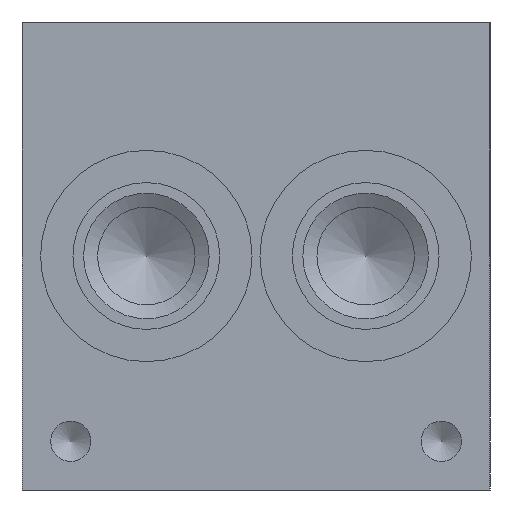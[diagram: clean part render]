
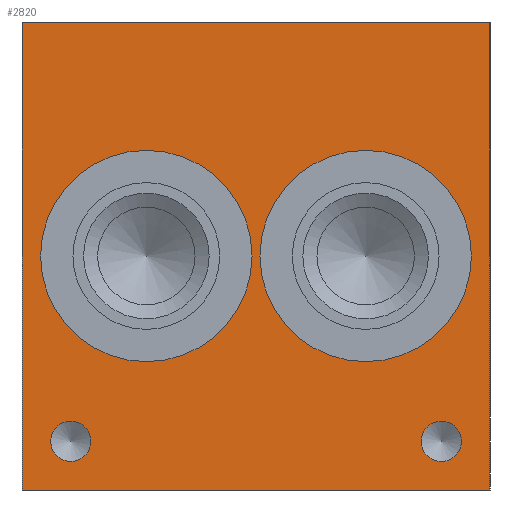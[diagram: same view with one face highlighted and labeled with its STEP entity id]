
A CAD part, left-side view. The second image highlights one B-rep face of the part: STEP entity #2820.
In plain terms, the highlighted planar face has unit normal (-1, 0, 0).
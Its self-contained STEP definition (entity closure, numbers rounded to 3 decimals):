
#795=CARTESIAN_POINT('',(0.0,68.25,11.189));
#796=VERTEX_POINT('',#795);
#797=CARTESIAN_POINT('',(0.0,68.25,7.925));
#798=DIRECTION('',(1.0,0.0,0.0));
#799=DIRECTION('',(0.0,0.0,1.0));
#800=AXIS2_PLACEMENT_3D('',#797,#798,#799);
#801=CIRCLE('',#800,3.264);
#802=EDGE_CURVE('',#796,#796,#801,.T.);
#832=CARTESIAN_POINT('',(0.0,7.925,11.189));
#833=VERTEX_POINT('',#832);
#834=CARTESIAN_POINT('',(0.0,7.925,7.925));
#835=DIRECTION('',(1.0,0.0,0.0));
#836=DIRECTION('',(0.0,0.0,1.0));
#837=AXIS2_PLACEMENT_3D('',#834,#835,#836);
#838=CIRCLE('',#837,3.264);
#839=EDGE_CURVE('',#833,#833,#838,.T.);
#2264=CARTESIAN_POINT('',(0.0,55.956,55.309));
#2265=VERTEX_POINT('',#2264);
#2266=CARTESIAN_POINT('',(0.0,55.956,38.1));
#2267=DIRECTION('',(1.0,0.0,0.0));
#2268=DIRECTION('',(0.0,0.0,1.0));
#2269=AXIS2_PLACEMENT_3D('',#2266,#2267,#2268);
#2270=CIRCLE('',#2269,17.209);
#2271=EDGE_CURVE('',#2265,#2265,#2270,.T.);
#2421=CARTESIAN_POINT('',(0.0,20.244,55.309));
#2422=VERTEX_POINT('',#2421);
#2423=CARTESIAN_POINT('',(0.0,20.244,38.1));
#2424=DIRECTION('',(1.0,0.0,0.0));
#2425=DIRECTION('',(0.0,0.0,1.0));
#2426=AXIS2_PLACEMENT_3D('',#2423,#2424,#2425);
#2427=CIRCLE('',#2426,17.209);
#2428=EDGE_CURVE('',#2422,#2422,#2427,.T.);
#2769=CARTESIAN_POINT('',(0.0,0.0,0.0));
#2770=DIRECTION('',(-1.0,0.0,0.0));
#2771=DIRECTION('',(0.0,0.0,1.0));
#2772=AXIS2_PLACEMENT_3D('',#2769,#2770,#2771);
#2773=PLANE('',#2772);
#2774=CARTESIAN_POINT('',(0.0,0.0,76.2));
#2775=VERTEX_POINT('',#2774);
#2776=CARTESIAN_POINT('',(0.0,76.2,76.2));
#2777=VERTEX_POINT('',#2776);
#2778=CARTESIAN_POINT('',(0.0,0.0,76.2));
#2779=DIRECTION('',(0.0,1.0,0.0));
#2780=VECTOR('',#2779,76.2);
#2781=LINE('',#2778,#2780);
#2782=EDGE_CURVE('',#2775,#2777,#2781,.T.);
#2783=ORIENTED_EDGE('',*,*,#2782,.T.);
#2784=CARTESIAN_POINT('',(0.0,76.2,0.0));
#2785=VERTEX_POINT('',#2784);
#2786=CARTESIAN_POINT('',(0.0,76.2,0.0));
#2787=DIRECTION('',(0.0,0.0,1.0));
#2788=VECTOR('',#2787,76.2);
#2789=LINE('',#2786,#2788);
#2790=EDGE_CURVE('',#2785,#2777,#2789,.T.);
#2791=ORIENTED_EDGE('',*,*,#2790,.F.);
#2792=CARTESIAN_POINT('',(0.0,0.0,0.0));
#2793=VERTEX_POINT('',#2792);
#2794=CARTESIAN_POINT('',(0.0,76.2,0.0));
#2795=DIRECTION('',(0.0,-1.0,0.0));
#2796=VECTOR('',#2795,76.2);
#2797=LINE('',#2794,#2796);
#2798=EDGE_CURVE('',#2785,#2793,#2797,.T.);
#2799=ORIENTED_EDGE('',*,*,#2798,.T.);
#2800=CARTESIAN_POINT('',(0.0,0.0,0.0));
#2801=DIRECTION('',(0.0,0.0,1.0));
#2802=VECTOR('',#2801,76.2);
#2803=LINE('',#2800,#2802);
#2804=EDGE_CURVE('',#2793,#2775,#2803,.T.);
#2805=ORIENTED_EDGE('',*,*,#2804,.T.);
#2806=EDGE_LOOP('',(#2783,#2791,#2799,#2805));
#2807=FACE_OUTER_BOUND('',#2806,.T.);
#2808=ORIENTED_EDGE('',*,*,#802,.T.);
#2809=EDGE_LOOP('',(#2808));
#2810=FACE_BOUND('',#2809,.T.);
#2811=ORIENTED_EDGE('',*,*,#839,.T.);
#2812=EDGE_LOOP('',(#2811));
#2813=FACE_BOUND('',#2812,.T.);
#2814=ORIENTED_EDGE('',*,*,#2271,.T.);
#2815=EDGE_LOOP('',(#2814));
#2816=FACE_BOUND('',#2815,.T.);
#2817=ORIENTED_EDGE('',*,*,#2428,.T.);
#2818=EDGE_LOOP('',(#2817));
#2819=FACE_BOUND('',#2818,.T.);
#2820=ADVANCED_FACE('',(#2807,#2810,#2813,#2816,#2819),#2773,.T.);
